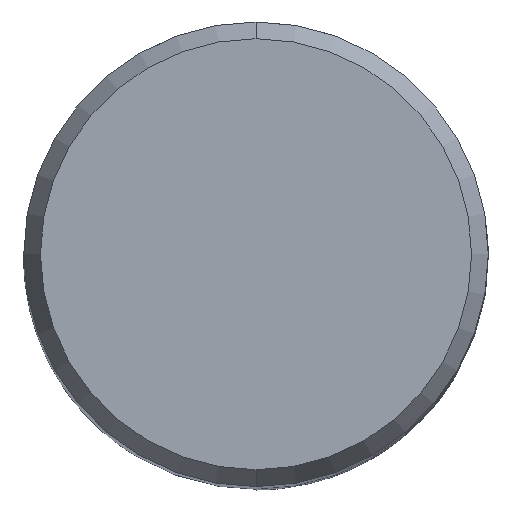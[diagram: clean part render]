
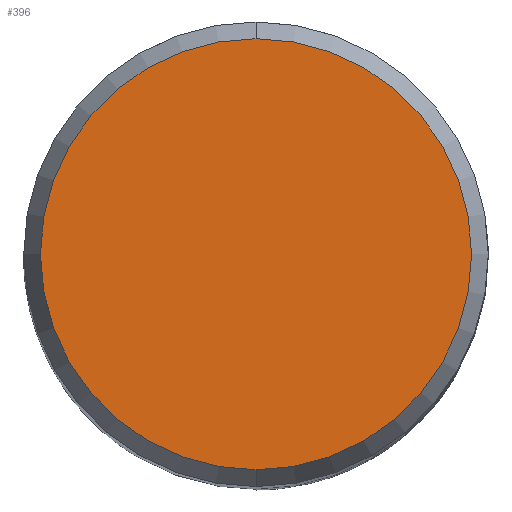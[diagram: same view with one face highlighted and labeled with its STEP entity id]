
A CAD part, top view. The second image highlights one B-rep face of the part: STEP entity #396.
In plain terms, the highlighted planar face has unit normal (0, 0, 1).
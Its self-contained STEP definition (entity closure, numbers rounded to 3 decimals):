
#396=ADVANCED_FACE('',(#1057),#1058,.T.);
#488=VERTEX_POINT('',#1156);
#532=EDGE_CURVE('',#488,#986,#1207,.T.);
#832=EDGE_CURVE('',#986,#488,#1534,.T.);
#986=VERTEX_POINT('',#1702);
#1057=FACE_OUTER_BOUND('',#1780,.T.);
#1058=PLANE('',#1781);
#1156=CARTESIAN_POINT('',(0.0,7.423,0.0));
#1207=CIRCLE('',#2030,7.423);
#1534=CIRCLE('',#2550,7.423);
#1702=CARTESIAN_POINT('',(0.,-7.423,0.0));
#1780=EDGE_LOOP('',(#2946,#2947));
#1781=AXIS2_PLACEMENT_3D('',#2948,#2949,#2950);
#2030=AXIS2_PLACEMENT_3D('',#3106,#3107,#3108);
#2550=AXIS2_PLACEMENT_3D('',#3462,#3463,#3464);
#2946=ORIENTED_EDGE('',*,*,#532,.F.);
#2947=ORIENTED_EDGE('',*,*,#832,.F.);
#2948=CARTESIAN_POINT('',(0.0,3.711,0.0));
#2949=DIRECTION('',(-0.0,0.0,1.0));
#2950=DIRECTION('',(0.0,-1.0,0.0));
#3106=CARTESIAN_POINT('',(0.0,0.0,0.0));
#3107=DIRECTION('',(0.0,0.0,-1.0));
#3108=DIRECTION('',(0.0,1.0,0.0));
#3462=CARTESIAN_POINT('',(0.0,0.0,0.0));
#3463=DIRECTION('',(0.0,0.0,-1.0));
#3464=DIRECTION('',(0.0,1.0,0.0));
